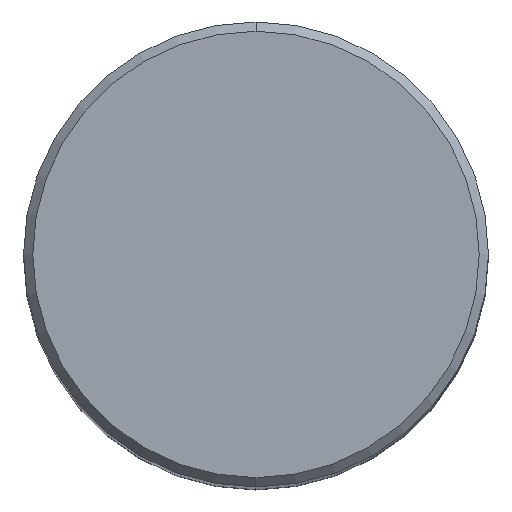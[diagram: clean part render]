
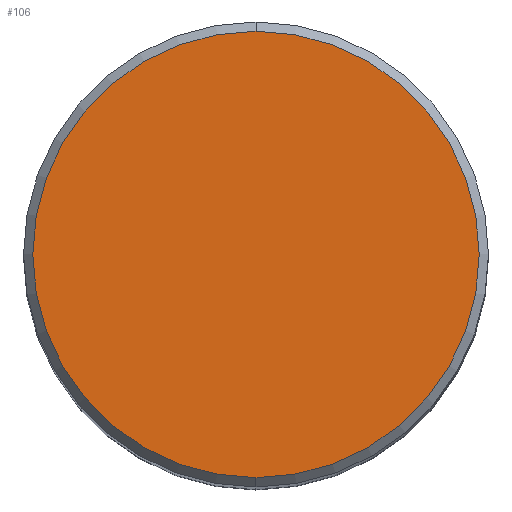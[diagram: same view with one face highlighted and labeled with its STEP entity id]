
A CAD part, top view. The second image highlights one B-rep face of the part: STEP entity #106.
In plain terms, the highlighted planar face has unit normal (0, 0, 1).
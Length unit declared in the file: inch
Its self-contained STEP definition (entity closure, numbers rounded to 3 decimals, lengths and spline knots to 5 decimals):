
#2 = ORIENTED_EDGE ( 'NONE', *, *, #247, .T. ) ;
#16 = CIRCLE ( 'NONE', #298, 0.48 ) ;
#25 = EDGE_CURVE ( 'NONE', #377, #52, #16, .T. ) ;
#52 = VERTEX_POINT ( 'NONE', #195 ) ;
#94 = DIRECTION ( 'NONE',  ( 0., 0., 1. ) ) ;
#106 = ADVANCED_FACE ( 'NONE', ( #417 ), #253, .F. ) ;
#134 = DIRECTION ( 'NONE',  ( 0., 1., 0. ) ) ;
#165 = ORIENTED_EDGE ( 'NONE', *, *, #25, .T. ) ;
#171 = DIRECTION ( 'NONE',  ( 0., 0., -1. ) ) ;
#184 = AXIS2_PLACEMENT_3D ( 'NONE', #385, #171, #134 ) ;
#195 = CARTESIAN_POINT ( 'NONE',  ( 0., 0.48, 0. ) ) ;
#227 = CARTESIAN_POINT ( 'NONE',  ( 0., 0., 0. ) ) ;
#243 = CIRCLE ( 'NONE', #368, 0.48 ) ;
#247 = EDGE_CURVE ( 'NONE', #52, #377, #243, .T. ) ;
#253 = PLANE ( 'NONE',  #184 ) ;
#264 = DIRECTION ( 'NONE',  ( 0., -1., 0. ) ) ;
#298 = AXIS2_PLACEMENT_3D ( 'NONE', #227, #94, #394 ) ;
#329 = CARTESIAN_POINT ( 'NONE',  ( 0., 0., 0. ) ) ;
#340 = CARTESIAN_POINT ( 'NONE',  ( 0., -0.48, 0. ) ) ;
#343 = EDGE_LOOP ( 'NONE', ( #2, #165 ) ) ;
#368 = AXIS2_PLACEMENT_3D ( 'NONE', #329, #398, #264 ) ;
#377 = VERTEX_POINT ( 'NONE', #340 ) ;
#385 = CARTESIAN_POINT ( 'NONE',  ( 0., 0.48, 0. ) ) ;
#394 = DIRECTION ( 'NONE',  ( 0., -1., 0. ) ) ;
#398 = DIRECTION ( 'NONE',  ( 0., 0., 1. ) ) ;
#417 = FACE_OUTER_BOUND ( 'NONE', #343, .T. ) ;
